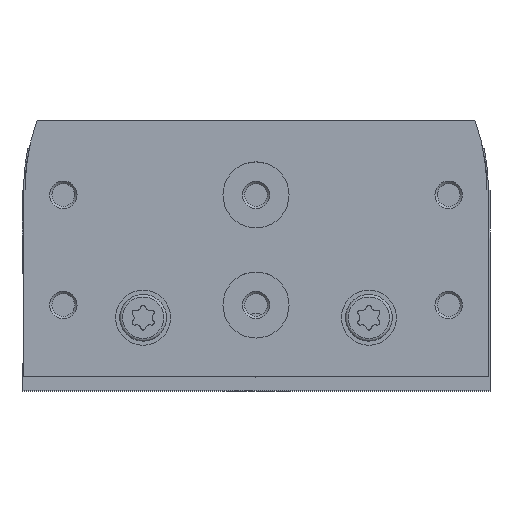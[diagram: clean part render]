
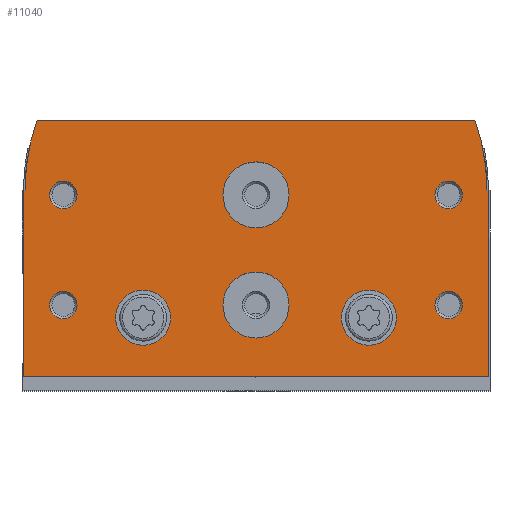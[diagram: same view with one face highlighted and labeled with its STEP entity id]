
A CAD part, top view. The second image highlights one B-rep face of the part: STEP entity #11040.
In plain terms, the highlighted planar face has unit normal (0, 0, 1).
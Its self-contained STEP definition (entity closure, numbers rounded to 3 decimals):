
#519=LINE('',#17081,#1227);
#524=LINE('',#17091,#1232);
#531=LINE('',#17108,#1239);
#537=LINE('',#17120,#1245);
#545=LINE('',#17141,#1253);
#546=LINE('',#17171,#1254);
#1227=VECTOR('',#13973,1000.);
#1232=VECTOR('',#13980,1000.);
#1239=VECTOR('',#13995,1000.);
#1245=VECTOR('',#14005,1000.);
#1253=VECTOR('',#14027,1000.);
#1254=VECTOR('',#14058,1000.);
#1668=PLANE('',#11925);
#3060=ORIENTED_EDGE('',*,*,#5106,.F.);
#3061=ORIENTED_EDGE('',*,*,#5107,.F.);
#3062=ORIENTED_EDGE('',*,*,#5108,.T.);
#3063=ORIENTED_EDGE('',*,*,#5109,.T.);
#3064=ORIENTED_EDGE('',*,*,#5110,.T.);
#3065=ORIENTED_EDGE('',*,*,#5111,.T.);
#3066=ORIENTED_EDGE('',*,*,#5112,.T.);
#3067=ORIENTED_EDGE('',*,*,#5113,.T.);
#3068=ORIENTED_EDGE('',*,*,#5078,.T.);
#3069=ORIENTED_EDGE('',*,*,#5072,.T.);
#3070=ORIENTED_EDGE('',*,*,#5090,.T.);
#3071=ORIENTED_EDGE('',*,*,#5058,.T.);
#3072=ORIENTED_EDGE('',*,*,#5063,.T.);
#3073=ORIENTED_EDGE('',*,*,#5067,.T.);
#3074=ORIENTED_EDGE('',*,*,#5105,.T.);
#3075=ORIENTED_EDGE('',*,*,#5084,.T.);
#5058=EDGE_CURVE('',#6199,#6198,#519,.T.);
#5063=EDGE_CURVE('',#6198,#6202,#524,.T.);
#5067=EDGE_CURVE('',#6202,#6204,#6887,.T.);
#5072=EDGE_CURVE('',#6206,#6208,#531,.T.);
#5078=EDGE_CURVE('',#6212,#6206,#537,.T.);
#5084=EDGE_CURVE('',#6217,#6212,#6889,.T.);
#5090=EDGE_CURVE('',#6208,#6199,#545,.T.);
#5105=EDGE_CURVE('',#6204,#6217,#546,.T.);
#5106=EDGE_CURVE('',#6233,#6233,#6906,.T.);
#5107=EDGE_CURVE('',#6234,#6234,#6907,.T.);
#5108=EDGE_CURVE('',#6235,#6235,#6908,.T.);
#5109=EDGE_CURVE('',#6236,#6236,#6909,.T.);
#5110=EDGE_CURVE('',#6237,#6237,#6910,.T.);
#5111=EDGE_CURVE('',#6238,#6238,#6911,.T.);
#5112=EDGE_CURVE('',#6239,#6239,#6912,.T.);
#5113=EDGE_CURVE('',#6240,#6240,#6913,.T.);
#6198=VERTEX_POINT('',#17080);
#6199=VERTEX_POINT('',#17082);
#6202=VERTEX_POINT('',#17090);
#6204=VERTEX_POINT('',#17097);
#6206=VERTEX_POINT('',#17102);
#6208=VERTEX_POINT('',#17107);
#6212=VERTEX_POINT('',#17118);
#6217=VERTEX_POINT('',#17133);
#6233=VERTEX_POINT('',#17174);
#6234=VERTEX_POINT('',#17176);
#6235=VERTEX_POINT('',#17178);
#6236=VERTEX_POINT('',#17180);
#6237=VERTEX_POINT('',#17182);
#6238=VERTEX_POINT('',#17184);
#6239=VERTEX_POINT('',#17186);
#6240=VERTEX_POINT('',#17188);
#6887=CIRCLE('',#11899,37.);
#6889=CIRCLE('',#11906,37.);
#6906=CIRCLE('',#11926,5.);
#6907=CIRCLE('',#11927,5.);
#6908=CIRCLE('',#11928,6.);
#6909=CIRCLE('',#11929,6.);
#6910=CIRCLE('',#11930,2.5);
#6911=CIRCLE('',#11931,2.5);
#6912=CIRCLE('',#11932,2.5);
#6913=CIRCLE('',#11933,2.5);
#7573=EDGE_LOOP('',(#3060));
#7574=EDGE_LOOP('',(#3061));
#7575=EDGE_LOOP('',(#3062));
#7576=EDGE_LOOP('',(#3063));
#7577=EDGE_LOOP('',(#3064));
#7578=EDGE_LOOP('',(#3065));
#7579=EDGE_LOOP('',(#3066));
#7580=EDGE_LOOP('',(#3067));
#7581=EDGE_LOOP('',(#3068,#3069,#3070,#3071,#3072,#3073,#3074,#3075));
#8421=FACE_BOUND('',#7573,.T.);
#8422=FACE_BOUND('',#7574,.T.);
#8423=FACE_BOUND('',#7575,.T.);
#8424=FACE_BOUND('',#7576,.T.);
#8425=FACE_BOUND('',#7577,.T.);
#8426=FACE_BOUND('',#7578,.T.);
#8427=FACE_BOUND('',#7579,.T.);
#8428=FACE_BOUND('',#7580,.T.);
#8429=FACE_BOUND('',#7581,.T.);
#11040=ADVANCED_FACE('',(#8421,#8422,#8423,#8424,#8425,#8426,#8427,#8428,
#8429),#1668,.T.);
#11899=AXIS2_PLACEMENT_3D('',#17098,#13987,#13988);
#11906=AXIS2_PLACEMENT_3D('',#17132,#14016,#14017);
#11925=AXIS2_PLACEMENT_3D('',#17172,#14059,#14060);
#11926=AXIS2_PLACEMENT_3D('',#17173,#14061,#14062);
#11927=AXIS2_PLACEMENT_3D('',#17175,#14063,#14064);
#11928=AXIS2_PLACEMENT_3D('',#17177,#14065,#14066);
#11929=AXIS2_PLACEMENT_3D('',#17179,#14067,#14068);
#11930=AXIS2_PLACEMENT_3D('',#17181,#14069,#14070);
#11931=AXIS2_PLACEMENT_3D('',#17183,#14071,#14072);
#11932=AXIS2_PLACEMENT_3D('',#17185,#14073,#14074);
#11933=AXIS2_PLACEMENT_3D('',#17187,#14075,#14076);
#13973=DIRECTION('',(0.,1.,0.));
#13980=DIRECTION('',(-0.866,0.5,0.));
#13987=DIRECTION('',(0.,0.,1.));
#13988=DIRECTION('',(1.,0.,0.));
#13995=DIRECTION('',(0.,-1.,0.));
#14005=DIRECTION('',(-0.866,-0.5,0.));
#14016=DIRECTION('',(0.,0.,1.));
#14017=DIRECTION('',(1.,0.,0.));
#14027=DIRECTION('',(1.,0.,0.));
#14058=DIRECTION('',(-1.,0.,0.));
#14059=DIRECTION('',(0.,0.,1.));
#14060=DIRECTION('',(1.,0.,0.));
#14061=DIRECTION('',(0.,0.,1.));
#14062=DIRECTION('',(1.,0.,0.));
#14063=DIRECTION('',(0.,0.,1.));
#14064=DIRECTION('',(1.,0.,0.));
#14065=DIRECTION('',(0.,0.,-1.));
#14066=DIRECTION('',(-1.,0.,0.));
#14067=DIRECTION('',(0.,0.,-1.));
#14068=DIRECTION('',(-1.,0.,0.));
#14069=DIRECTION('',(0.,0.,-1.));
#14070=DIRECTION('',(-1.,0.,0.));
#14071=DIRECTION('',(0.,0.,-1.));
#14072=DIRECTION('',(-1.,0.,0.));
#14073=DIRECTION('',(0.,0.,-1.));
#14074=DIRECTION('',(-1.,0.,0.));
#14075=DIRECTION('',(0.,0.,-1.));
#14076=DIRECTION('',(-1.,0.,0.));
#17080=CARTESIAN_POINT('',(42.25,33.827,0.));
#17081=CARTESIAN_POINT('',(42.25,0.,0.));
#17082=CARTESIAN_POINT('',(42.25,0.,0.));
#17090=CARTESIAN_POINT('',(41.95,34.,0.));
#17091=CARTESIAN_POINT('',(42.25,33.827,0.));
#17097=CARTESIAN_POINT('',(39.775,46.5,0.));
#17098=CARTESIAN_POINT('',(4.95,34.,0.));
#17102=CARTESIAN_POINT('',(-42.25,33.827,0.));
#17107=CARTESIAN_POINT('',(-42.25,0.,0.));
#17108=CARTESIAN_POINT('',(-42.25,33.827,0.));
#17118=CARTESIAN_POINT('',(-41.95,34.,0.));
#17120=CARTESIAN_POINT('',(-41.95,34.,0.));
#17132=CARTESIAN_POINT('',(-4.95,34.,0.));
#17133=CARTESIAN_POINT('',(-39.775,46.5,0.));
#17141=CARTESIAN_POINT('',(-42.25,0.,0.));
#17171=CARTESIAN_POINT('',(39.775,46.5,0.));
#17172=CARTESIAN_POINT('',(4.95,34.,0.));
#17173=CARTESIAN_POINT('',(-20.5,10.7,0.));
#17174=CARTESIAN_POINT('',(-15.5,10.7,0.));
#17175=CARTESIAN_POINT('',(20.5,10.7,0.));
#17176=CARTESIAN_POINT('',(25.5,10.7,0.));
#17177=CARTESIAN_POINT('',(0.,13.,0.));
#17178=CARTESIAN_POINT('',(-6.,13.,0.));
#17179=CARTESIAN_POINT('',(0.,33.,0.));
#17180=CARTESIAN_POINT('',(-6.,33.,0.));
#17181=CARTESIAN_POINT('',(35.,13.,0.));
#17182=CARTESIAN_POINT('',(32.5,13.,0.));
#17183=CARTESIAN_POINT('',(-35.,13.,0.));
#17184=CARTESIAN_POINT('',(-37.5,13.,0.));
#17185=CARTESIAN_POINT('',(-35.,33.,0.));
#17186=CARTESIAN_POINT('',(-37.5,33.,0.));
#17187=CARTESIAN_POINT('',(35.,33.,0.));
#17188=CARTESIAN_POINT('',(32.5,33.,0.));
